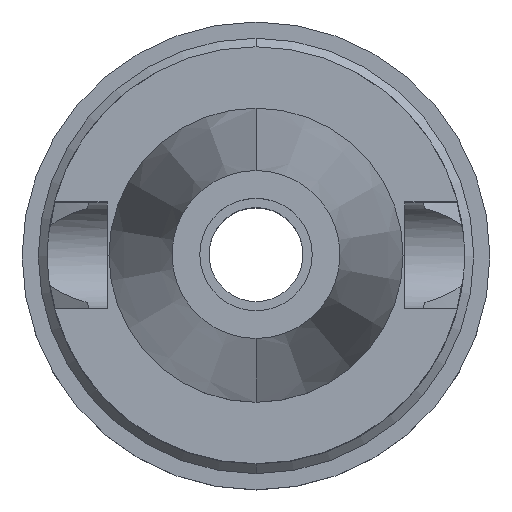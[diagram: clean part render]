
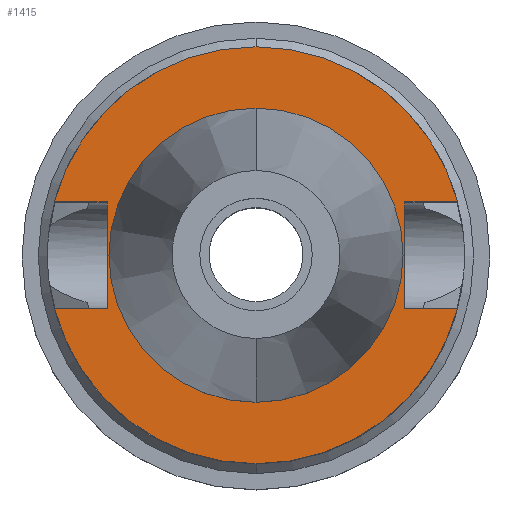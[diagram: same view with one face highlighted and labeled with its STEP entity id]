
A CAD part, top view. The second image highlights one B-rep face of the part: STEP entity #1415.
In plain terms, the highlighted planar face has unit normal (0, 0, 1).
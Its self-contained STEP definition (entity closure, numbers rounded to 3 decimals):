
#94=DIRECTION('',(0.,1.,0.));
#95=VECTOR('',#94,16.1);
#96=CARTESIAN_POINT('',(-22.5,-8.05,-1.));
#97=LINE('',#96,#95);
#101=DIRECTION('',(-1.,0.,0.));
#102=VECTOR('',#101,7.954);
#103=CARTESIAN_POINT('',(-22.5,8.05,-1.));
#104=LINE('',#103,#102);
#108=CARTESIAN_POINT('',(0.,0.,-1.));
#109=DIRECTION('',(0.,0.,-1.));
#110=DIRECTION('',(-0.967,0.256,0.));
#111=AXIS2_PLACEMENT_3D('',#108,#109,#110);
#116=CARTESIAN_POINT('',(0.,0.,-1.));
#117=DIRECTION('',(0.,0.,-1.));
#118=DIRECTION('',(0.,1.,0.));
#119=AXIS2_PLACEMENT_3D('',#116,#117,#118);
#124=DIRECTION('',(0.,-1.,0.));
#125=VECTOR('',#124,16.1);
#126=CARTESIAN_POINT('',(22.5,8.05,-1.));
#127=LINE('',#126,#125);
#131=DIRECTION('',(1.,0.,0.));
#132=VECTOR('',#131,7.954);
#133=CARTESIAN_POINT('',(22.5,-8.05,-1.));
#134=LINE('',#133,#132);
#138=CARTESIAN_POINT('',(0.,0.,-1.));
#139=DIRECTION('',(0.,0.,-1.));
#140=DIRECTION('',(0.967,-0.256,0.));
#141=AXIS2_PLACEMENT_3D('',#138,#139,#140);
#146=CARTESIAN_POINT('',(0.,0.,-1.));
#147=DIRECTION('',(0.,0.,-1.));
#148=DIRECTION('',(0.,-1.,0.));
#149=AXIS2_PLACEMENT_3D('',#146,#147,#148);
#154=CARTESIAN_POINT('',(0.,0.,-1.));
#155=DIRECTION('',(0.,0.,1.));
#156=DIRECTION('',(0.,-1.,0.));
#157=AXIS2_PLACEMENT_3D('',#154,#155,#156);
#162=CARTESIAN_POINT('',(0.,0.,-1.));
#163=DIRECTION('',(0.,0.,1.));
#164=DIRECTION('',(0.,1.,0.));
#165=AXIS2_PLACEMENT_3D('',#162,#163,#164);
#200=DIRECTION('',(-1.,0.,0.));
#201=VECTOR('',#200,7.954);
#202=CARTESIAN_POINT('',(-22.5,-8.05,-1.));
#203=LINE('',#202,#201);
#337=DIRECTION('',(1.,0.,0.));
#338=VECTOR('',#337,7.954);
#339=CARTESIAN_POINT('',(22.5,8.05,-1.));
#340=LINE('',#339,#338);
#1272=CARTESIAN_POINT('',(-22.5,-8.05,-1.));
#1273=VERTEX_POINT('',#1272);
#1274=CARTESIAN_POINT('',(-30.454,-8.05,-1.));
#1275=VERTEX_POINT('',#1274);
#1278=CARTESIAN_POINT('',(-22.5,8.05,-1.));
#1279=VERTEX_POINT('',#1278);
#1280=CARTESIAN_POINT('',(-30.454,8.05,-1.));
#1281=VERTEX_POINT('',#1280);
#1282=CARTESIAN_POINT('',(0.,31.5,-1.));
#1283=CARTESIAN_POINT('',(30.454,8.05,-1.));
#1284=VERTEX_POINT('',#1282);
#1285=VERTEX_POINT('',#1283);
#1286=CARTESIAN_POINT('',(22.5,8.05,-1.));
#1287=VERTEX_POINT('',#1286);
#1288=CARTESIAN_POINT('',(22.5,-8.05,-1.));
#1289=VERTEX_POINT('',#1288);
#1290=CARTESIAN_POINT('',(30.454,-8.05,-1.));
#1291=VERTEX_POINT('',#1290);
#1292=CARTESIAN_POINT('',(0.,-31.5,-1.));
#1293=VERTEX_POINT('',#1292);
#1294=CARTESIAN_POINT('',(0.,-22.225,-1.));
#1295=CARTESIAN_POINT('',(0.,22.225,-1.));
#1296=VERTEX_POINT('',#1294);
#1297=VERTEX_POINT('',#1295);
#1384=CARTESIAN_POINT('',(0.,0.,-1.));
#1385=DIRECTION('',(0.,0.,-1.));
#1386=DIRECTION('',(0.,-1.,0.));
#1387=AXIS2_PLACEMENT_3D('',#1384,#1385,#1386);
#1388=PLANE('',#1387);
#1390=ORIENTED_EDGE('',*,*,#1389,.T.);
#1392=ORIENTED_EDGE('',*,*,#1391,.T.);
#1394=ORIENTED_EDGE('',*,*,#1393,.T.);
#1396=ORIENTED_EDGE('',*,*,#1395,.T.);
#1398=ORIENTED_EDGE('',*,*,#1397,.F.);
#1400=ORIENTED_EDGE('',*,*,#1399,.T.);
#1402=ORIENTED_EDGE('',*,*,#1401,.T.);
#1404=ORIENTED_EDGE('',*,*,#1403,.T.);
#1406=ORIENTED_EDGE('',*,*,#1405,.T.);
#1408=ORIENTED_EDGE('',*,*,#1407,.F.);
#1409=EDGE_LOOP('',(#1390,#1392,#1394,#1396,#1398,#1400,#1402,#1404,#1406,
#1408));
#1410=FACE_OUTER_BOUND('',#1409,.F.);
#1411=ORIENTED_EDGE('',*,*,#1363,.T.);
#1412=ORIENTED_EDGE('',*,*,#1379,.T.);
#1413=EDGE_LOOP('',(#1411,#1412));
#1414=FACE_BOUND('',#1413,.F.);
#112=CIRCLE('',#111,31.5);
#120=CIRCLE('',#119,31.5);
#142=CIRCLE('',#141,31.5);
#150=CIRCLE('',#149,31.5);
#158=CIRCLE('',#157,22.225);
#166=CIRCLE('',#165,22.225);
#1363=EDGE_CURVE('',#1296,#1297,#158,.T.);
#1379=EDGE_CURVE('',#1297,#1296,#166,.T.);
#1389=EDGE_CURVE('',#1273,#1279,#97,.T.);
#1391=EDGE_CURVE('',#1279,#1281,#104,.T.);
#1393=EDGE_CURVE('',#1281,#1284,#112,.T.);
#1395=EDGE_CURVE('',#1284,#1285,#120,.T.);
#1397=EDGE_CURVE('',#1287,#1285,#340,.T.);
#1399=EDGE_CURVE('',#1287,#1289,#127,.T.);
#1401=EDGE_CURVE('',#1289,#1291,#134,.T.);
#1403=EDGE_CURVE('',#1291,#1293,#142,.T.);
#1405=EDGE_CURVE('',#1293,#1275,#150,.T.);
#1407=EDGE_CURVE('',#1273,#1275,#203,.T.);
#1415=ADVANCED_FACE('',(#1410,#1414),#1388,.F.);
